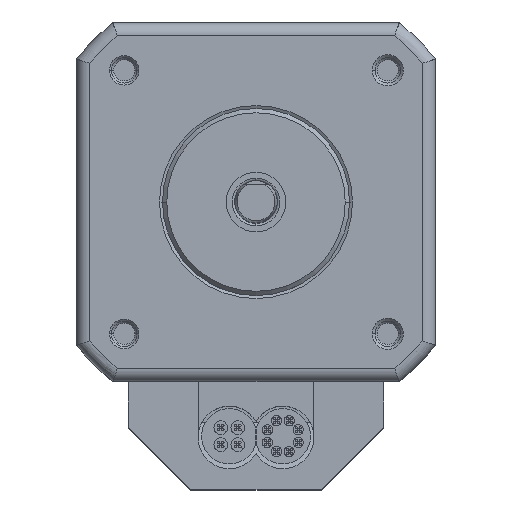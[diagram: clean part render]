
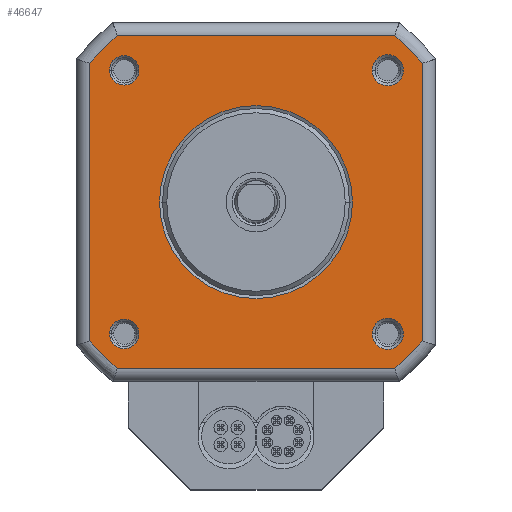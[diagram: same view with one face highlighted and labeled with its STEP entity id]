
A CAD part, top view. The second image highlights one B-rep face of the part: STEP entity #46647.
In plain terms, the highlighted face is planar.
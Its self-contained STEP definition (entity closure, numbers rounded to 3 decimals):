
#43831=CARTESIAN_POINT('',(0.,0.,0.));
#43832=DIRECTION('',(0.,0.,1.));
#43833=DIRECTION('',(-1.,0.,0.));
#43834=AXIS2_PLACEMENT_3D('',#43831,#43832,#43833);
#43836=CARTESIAN_POINT('',(0.,0.,0.));
#43837=DIRECTION('',(0.,0.,1.));
#43838=DIRECTION('',(1.,0.,0.));
#43839=AXIS2_PLACEMENT_3D('',#43836,#43837,#43838);
#43841=CARTESIAN_POINT('',(-15.5,-15.5,0.));
#43842=DIRECTION('',(0.,0.,1.));
#43843=DIRECTION('',(-1.,0.,0.));
#43844=AXIS2_PLACEMENT_3D('',#43841,#43842,#43843);
#43846=CARTESIAN_POINT('',(-15.5,-15.5,0.));
#43847=DIRECTION('',(0.,0.,1.));
#43848=DIRECTION('',(1.,0.,0.));
#43849=AXIS2_PLACEMENT_3D('',#43846,#43847,#43848);
#43851=CARTESIAN_POINT('',(15.5,15.5,0.));
#43852=DIRECTION('',(0.,0.,1.));
#43853=DIRECTION('',(1.,0.,0.));
#43854=AXIS2_PLACEMENT_3D('',#43851,#43852,#43853);
#43856=CARTESIAN_POINT('',(15.5,15.5,0.));
#43857=DIRECTION('',(0.,0.,1.));
#43858=DIRECTION('',(-1.,0.,0.));
#43859=AXIS2_PLACEMENT_3D('',#43856,#43857,#43858);
#43861=CARTESIAN_POINT('',(-15.5,15.5,0.));
#43862=DIRECTION('',(0.,0.,1.));
#43863=DIRECTION('',(1.,0.,0.));
#43864=AXIS2_PLACEMENT_3D('',#43861,#43862,#43863);
#43866=CARTESIAN_POINT('',(-15.5,15.5,0.));
#43867=DIRECTION('',(0.,0.,1.));
#43868=DIRECTION('',(-1.,0.,0.));
#43869=AXIS2_PLACEMENT_3D('',#43866,#43867,#43868);
#43871=CARTESIAN_POINT('',(15.5,-15.5,0.));
#43872=DIRECTION('',(0.,0.,1.));
#43873=DIRECTION('',(1.,0.,0.));
#43874=AXIS2_PLACEMENT_3D('',#43871,#43872,#43873);
#43876=CARTESIAN_POINT('',(15.5,-15.5,0.));
#43877=DIRECTION('',(0.,0.,1.));
#43878=DIRECTION('',(-1.,0.,0.));
#43879=AXIS2_PLACEMENT_3D('',#43876,#43877,#43878);
#43881=CARTESIAN_POINT('',(0.,0.,0.));
#43882=DIRECTION('',(0.,0.,-1.));
#43883=DIRECTION('',(0.64,0.769,0.));
#43884=AXIS2_PLACEMENT_3D('',#43881,#43882,#43883);
#43886=DIRECTION('',(1.,0.,0.));
#43887=VECTOR('',#43886,32.625);
#43888=CARTESIAN_POINT('',(-16.312,19.6,0.));
#43889=LINE('',#43888,#43887);
#43890=CARTESIAN_POINT('',(0.,0.,0.));
#43891=DIRECTION('',(0.,0.,-1.));
#43892=DIRECTION('',(-0.769,0.64,0.));
#43893=AXIS2_PLACEMENT_3D('',#43890,#43891,#43892);
#43895=DIRECTION('',(0.,1.,0.));
#43896=VECTOR('',#43895,32.625);
#43897=CARTESIAN_POINT('',(-19.6,-16.312,0.));
#43898=LINE('',#43897,#43896);
#43899=CARTESIAN_POINT('',(0.,0.,0.));
#43900=DIRECTION('',(0.,0.,-1.));
#43901=DIRECTION('',(-0.64,-0.769,0.));
#43902=AXIS2_PLACEMENT_3D('',#43899,#43900,#43901);
#43904=DIRECTION('',(-1.,0.,0.));
#43905=VECTOR('',#43904,32.625);
#43906=CARTESIAN_POINT('',(16.312,-19.6,0.));
#43907=LINE('',#43906,#43905);
#43908=CARTESIAN_POINT('',(0.,0.,0.));
#43909=DIRECTION('',(0.,0.,-1.));
#43910=DIRECTION('',(0.769,-0.64,0.));
#43911=AXIS2_PLACEMENT_3D('',#43908,#43909,#43910);
#43913=DIRECTION('',(0.,-1.,0.));
#43914=VECTOR('',#43913,32.625);
#43915=CARTESIAN_POINT('',(19.6,16.312,0.));
#43916=LINE('',#43915,#43914);
#45021=CARTESIAN_POINT('',(16.312,19.6,0.));
#45022=CARTESIAN_POINT('',(19.6,16.312,0.));
#45023=VERTEX_POINT('',#45021);
#45024=VERTEX_POINT('',#45022);
#45031=CARTESIAN_POINT('',(-16.312,19.6,0.));
#45032=VERTEX_POINT('',#45031);
#45035=CARTESIAN_POINT('',(-19.6,16.312,0.));
#45036=VERTEX_POINT('',#45035);
#45037=CARTESIAN_POINT('',(-19.6,-16.312,0.));
#45038=VERTEX_POINT('',#45037);
#45041=CARTESIAN_POINT('',(-16.312,-19.6,0.));
#45042=VERTEX_POINT('',#45041);
#45045=CARTESIAN_POINT('',(16.312,-19.6,0.));
#45046=VERTEX_POINT('',#45045);
#45049=CARTESIAN_POINT('',(19.6,-16.312,0.));
#45050=VERTEX_POINT('',#45049);
#45061=CARTESIAN_POINT('',(17.23,-15.5,0.));
#45062=CARTESIAN_POINT('',(13.77,-15.5,0.));
#45063=VERTEX_POINT('',#45061);
#45064=VERTEX_POINT('',#45062);
#45065=CARTESIAN_POINT('',(-13.67,15.5,0.));
#45066=CARTESIAN_POINT('',(-17.33,15.5,0.));
#45067=VERTEX_POINT('',#45065);
#45068=VERTEX_POINT('',#45066);
#45081=CARTESIAN_POINT('',(17.23,15.5,0.));
#45082=CARTESIAN_POINT('',(13.77,15.5,0.));
#45083=VERTEX_POINT('',#45081);
#45084=VERTEX_POINT('',#45082);
#45085=CARTESIAN_POINT('',(-17.33,-15.5,0.));
#45086=CARTESIAN_POINT('',(-13.67,-15.5,0.));
#45087=VERTEX_POINT('',#45085);
#45088=VERTEX_POINT('',#45086);
#45288=CARTESIAN_POINT('',(-11.346,0.,0.));
#45289=CARTESIAN_POINT('',(11.346,0.,0.));
#45290=VERTEX_POINT('',#45288);
#45291=VERTEX_POINT('',#45289);
#46595=CARTESIAN_POINT('',(0.,0.,0.));
#46596=DIRECTION('',(0.,0.,1.));
#46597=DIRECTION('',(1.,0.,0.));
#46598=AXIS2_PLACEMENT_3D('',#46595,#46596,#46597);
#46599=PLANE('',#46598);
#46601=ORIENTED_EDGE('',*,*,#46600,.F.);
#46603=ORIENTED_EDGE('',*,*,#46602,.F.);
#46605=ORIENTED_EDGE('',*,*,#46604,.F.);
#46607=ORIENTED_EDGE('',*,*,#46606,.F.);
#46609=ORIENTED_EDGE('',*,*,#46608,.F.);
#46611=ORIENTED_EDGE('',*,*,#46610,.F.);
#46613=ORIENTED_EDGE('',*,*,#46612,.F.);
#46615=ORIENTED_EDGE('',*,*,#46614,.F.);
#46616=EDGE_LOOP('',(#46601,#46603,#46605,#46607,#46609,#46611,#46613,#46615));
#46617=FACE_OUTER_BOUND('',#46616,.F.);
#46619=ORIENTED_EDGE('',*,*,#46618,.F.);
#46621=ORIENTED_EDGE('',*,*,#46620,.F.);
#46622=EDGE_LOOP('',(#46619,#46621));
#46623=FACE_BOUND('',#46622,.F.);
#46625=ORIENTED_EDGE('',*,*,#46624,.F.);
#46627=ORIENTED_EDGE('',*,*,#46626,.F.);
#46628=EDGE_LOOP('',(#46625,#46627));
#46629=FACE_BOUND('',#46628,.F.);
#46631=ORIENTED_EDGE('',*,*,#46630,.F.);
#46633=ORIENTED_EDGE('',*,*,#46632,.F.);
#46634=EDGE_LOOP('',(#46631,#46633));
#46635=FACE_BOUND('',#46634,.F.);
#46637=ORIENTED_EDGE('',*,*,#46636,.F.);
#46639=ORIENTED_EDGE('',*,*,#46638,.F.);
#46640=EDGE_LOOP('',(#46637,#46639));
#46641=FACE_BOUND('',#46640,.F.);
#46642=ORIENTED_EDGE('',*,*,#46585,.F.);
#46644=ORIENTED_EDGE('',*,*,#46643,.F.);
#46645=EDGE_LOOP('',(#46642,#46644));
#46646=FACE_BOUND('',#46645,.F.);
#46647=ADVANCED_FACE('',(#46617,#46623,#46629,#46635,#46641,#46646),#46599,.F.);
#43835=CIRCLE('',#43834,11.346);
#43840=CIRCLE('',#43839,11.346);
#43845=CIRCLE('',#43844,1.83);
#43850=CIRCLE('',#43849,1.83);
#43855=CIRCLE('',#43854,1.73);
#43860=CIRCLE('',#43859,1.73);
#43865=CIRCLE('',#43864,1.83);
#43870=CIRCLE('',#43869,1.83);
#43875=CIRCLE('',#43874,1.73);
#43880=CIRCLE('',#43879,1.73);
#43885=CIRCLE('',#43884,25.5);
#43894=CIRCLE('',#43893,25.5);
#43903=CIRCLE('',#43902,25.5);
#43912=CIRCLE('',#43911,25.5);
#46585=EDGE_CURVE('',#45290,#45291,#43835,.T.);
#46600=EDGE_CURVE('',#45023,#45024,#43885,.T.);
#46602=EDGE_CURVE('',#45032,#45023,#43889,.T.);
#46604=EDGE_CURVE('',#45036,#45032,#43894,.T.);
#46606=EDGE_CURVE('',#45038,#45036,#43898,.T.);
#46608=EDGE_CURVE('',#45042,#45038,#43903,.T.);
#46610=EDGE_CURVE('',#45046,#45042,#43907,.T.);
#46612=EDGE_CURVE('',#45050,#45046,#43912,.T.);
#46614=EDGE_CURVE('',#45024,#45050,#43916,.T.);
#46618=EDGE_CURVE('',#45087,#45088,#43845,.T.);
#46620=EDGE_CURVE('',#45088,#45087,#43850,.T.);
#46624=EDGE_CURVE('',#45083,#45084,#43855,.T.);
#46626=EDGE_CURVE('',#45084,#45083,#43860,.T.);
#46630=EDGE_CURVE('',#45067,#45068,#43865,.T.);
#46632=EDGE_CURVE('',#45068,#45067,#43870,.T.);
#46636=EDGE_CURVE('',#45063,#45064,#43875,.T.);
#46638=EDGE_CURVE('',#45064,#45063,#43880,.T.);
#46643=EDGE_CURVE('',#45291,#45290,#43840,.T.);
